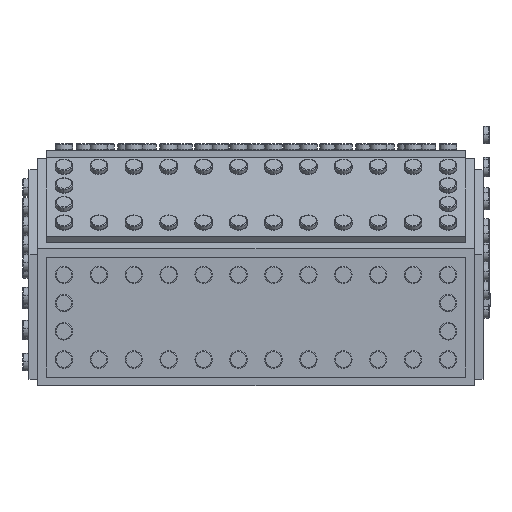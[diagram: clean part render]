
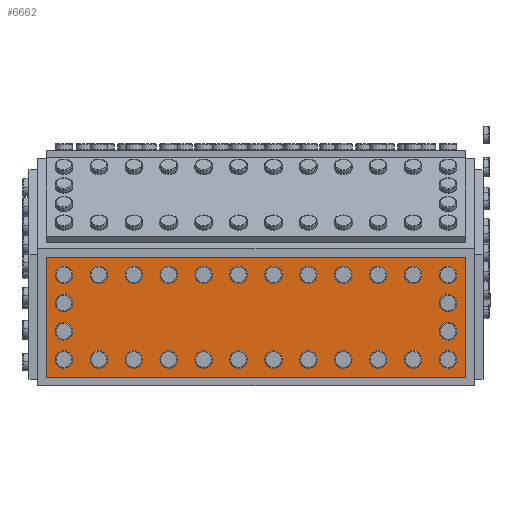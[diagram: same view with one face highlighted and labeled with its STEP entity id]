
A CAD part, front view. The second image highlights one B-rep face of the part: STEP entity #6662.
In plain terms, the highlighted planar face has unit normal (0, -1, 0).
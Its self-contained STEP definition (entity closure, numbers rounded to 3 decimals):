
#6520=CARTESIAN_POINT('',(24.,0.,6.857));
#6521=VERTEX_POINT('',#6520);
#6522=CARTESIAN_POINT('',(24.,0.,-6.857));
#6523=VERTEX_POINT('',#6522);
#6524=CARTESIAN_POINT('',(24.,0.,6.857));
#6525=DIRECTION('',(0.,0.,-1.));
#6526=VECTOR('',#6525,13.714);
#6527=LINE('',#6524,#6526);
#6528=EDGE_CURVE('',#6521,#6523,#6527,.T.);
#6560=CARTESIAN_POINT('',(-24.,0.,-6.857));
#6561=VERTEX_POINT('',#6560);
#6562=CARTESIAN_POINT('',(24.,0.,-6.857));
#6563=DIRECTION('',(-1.,0.,-0.));
#6564=VECTOR('',#6563,48.);
#6565=LINE('',#6562,#6564);
#6566=EDGE_CURVE('',#6523,#6561,#6565,.T.);
#6591=CARTESIAN_POINT('',(-24.,0.,6.857));
#6592=VERTEX_POINT('',#6591);
#6593=CARTESIAN_POINT('',(-24.,0.,-6.857));
#6594=DIRECTION('',(0.,0.,1.));
#6595=VECTOR('',#6594,13.714);
#6596=LINE('',#6593,#6595);
#6597=EDGE_CURVE('',#6561,#6592,#6596,.T.);
#6622=CARTESIAN_POINT('',(-24.,0.,6.857));
#6623=DIRECTION('',(1.,0.,0.));
#6624=VECTOR('',#6623,48.);
#6625=LINE('',#6622,#6624);
#6626=EDGE_CURVE('',#6592,#6521,#6625,.T.);
#6651=CARTESIAN_POINT('',(0.,0.,0.));
#6652=DIRECTION('',(0.,1.,0.));
#6653=DIRECTION('',(-1.,0.,0.));
#6654=AXIS2_PLACEMENT_3D('',#6651,#6652,#6653);
#6655=PLANE('',#6654);
#6656=ORIENTED_EDGE('',*,*,#6528,.F.);
#6657=ORIENTED_EDGE('',*,*,#6626,.F.);
#6658=ORIENTED_EDGE('',*,*,#6597,.F.);
#6659=ORIENTED_EDGE('',*,*,#6566,.F.);
#6660=EDGE_LOOP('',(#6656,#6657,#6658,#6659));
#6661=FACE_BOUND('',#6660,.T.);
#6662=ADVANCED_FACE('',(#6661),#6655,.F.);
